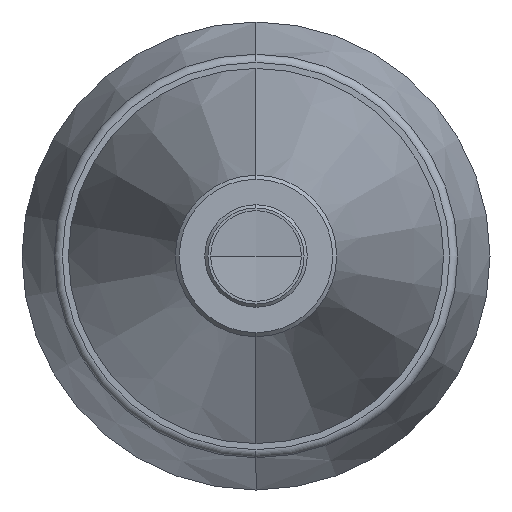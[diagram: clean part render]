
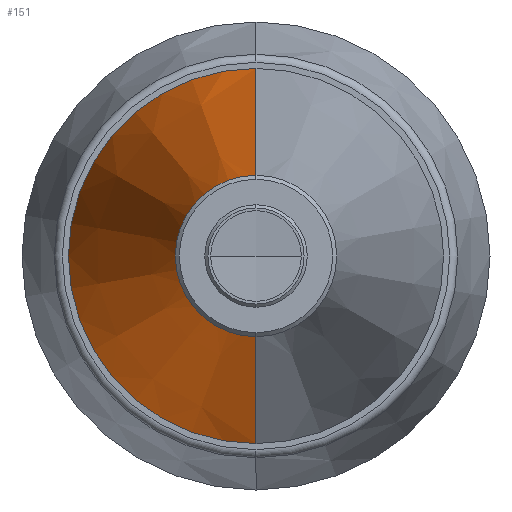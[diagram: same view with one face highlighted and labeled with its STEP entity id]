
A CAD part, left-side view. The second image highlights one B-rep face of the part: STEP entity #151.
In plain terms, the highlighted conical face has half-angle 13.358 degrees and reference radius 46.5 mm.
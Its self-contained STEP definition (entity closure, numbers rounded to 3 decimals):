
#52 = VERTEX_POINT ( 'NONE', #781 ) ;
#53 = VERTEX_POINT ( 'NONE', #780 ) ;
#54 = ORIENTED_EDGE ( 'NONE', *, *, #55, .F. ) ;
#55 = EDGE_CURVE ( 'NONE', #52, #53, #779, .T. ) ;
#148 = VERTEX_POINT ( 'NONE', #998 ) ;
#151 = ADVANCED_FACE ( 'NONE', ( #997 ), #989, .T. ) ;
#152 = EDGE_LOOP ( 'NONE', ( #153, #155, #158, #54 ) ) ;
#153 = ORIENTED_EDGE ( 'NONE', *, *, #154, .T. ) ;
#154 = EDGE_CURVE ( 'NONE', #52, #148, #985, .T. ) ;
#155 = ORIENTED_EDGE ( 'NONE', *, *, #156, .T. ) ;
#156 = EDGE_CURVE ( 'NONE', #148, #157, #981, .T. ) ;
#157 = VERTEX_POINT ( 'NONE', #977 ) ;
#158 = ORIENTED_EDGE ( 'NONE', *, *, #159, .T. ) ;
#159 = EDGE_CURVE ( 'NONE', #157, #53, #976, .T. ) ;
#776 = DIRECTION ( 'NONE',  ( 0.973, 0., -0.231 ) ) ;
#777 = VECTOR ( 'NONE', #776, 1000. ) ;
#778 = CARTESIAN_POINT ( 'NONE',  ( 207.341, 0., -46.5 ) ) ;
#779 = LINE ( 'NONE', #778, #777 ) ;
#780 = CARTESIAN_POINT ( 'NONE',  ( 207.341, 0., -46.5 ) ) ;
#781 = CARTESIAN_POINT ( 'NONE',  ( 93.392, 0., -19.441 ) ) ;
#972 = DIRECTION ( 'NONE',  ( 0., 0., 1. ) ) ;
#973 = DIRECTION ( 'NONE',  ( -1., 0., 0. ) ) ;
#974 = CARTESIAN_POINT ( 'NONE',  ( 207.341, 0., 0. ) ) ;
#975 = AXIS2_PLACEMENT_3D ( 'NONE', #974, #973, #972 ) ;
#976 = CIRCLE ( 'NONE', #975, 46.5 ) ;
#977 = CARTESIAN_POINT ( 'NONE',  ( 207.341, 0., 46.5 ) ) ;
#978 = DIRECTION ( 'NONE',  ( 0.973, 0., 0.231 ) ) ;
#979 = VECTOR ( 'NONE', #978, 1000. ) ;
#980 = CARTESIAN_POINT ( 'NONE',  ( 207.341, 0., 46.5 ) ) ;
#981 = LINE ( 'NONE', #980, #979 ) ;
#982 = DIRECTION ( 'NONE',  ( 0., 0., -1. ) ) ;
#983 = DIRECTION ( 'NONE',  ( 1., 0., 0. ) ) ;
#984 = AXIS2_PLACEMENT_3D ( 'NONE', #990, #983, #982 ) ;
#985 = CIRCLE ( 'NONE', #984, 19.441 ) ;
#986 = DIRECTION ( 'NONE',  ( 0., 0., -1. ) ) ;
#987 = DIRECTION ( 'NONE',  ( 1., 0., 0. ) ) ;
#988 = AXIS2_PLACEMENT_3D ( 'NONE', #991, #987, #986 ) ;
#989 = CONICAL_SURFACE ( 'NONE', #988, 46.5, 0.233 ) ;
#990 = CARTESIAN_POINT ( 'NONE',  ( 93.392, 0., 0. ) ) ;
#991 = CARTESIAN_POINT ( 'NONE',  ( 207.341, 0., 0. ) ) ;
#997 = FACE_OUTER_BOUND ( 'NONE', #152, .T. ) ;
#998 = CARTESIAN_POINT ( 'NONE',  ( 93.392, 0., 19.441 ) ) ;
